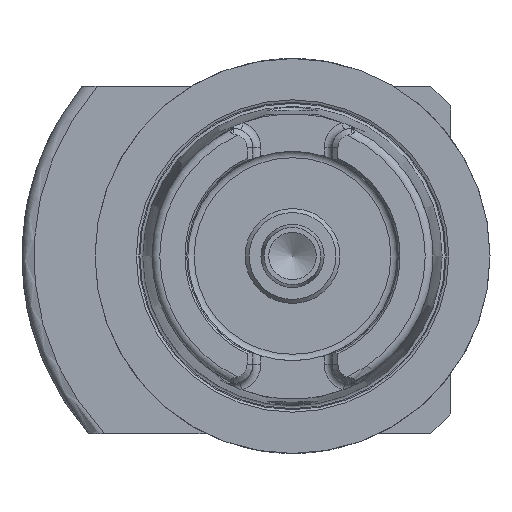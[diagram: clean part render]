
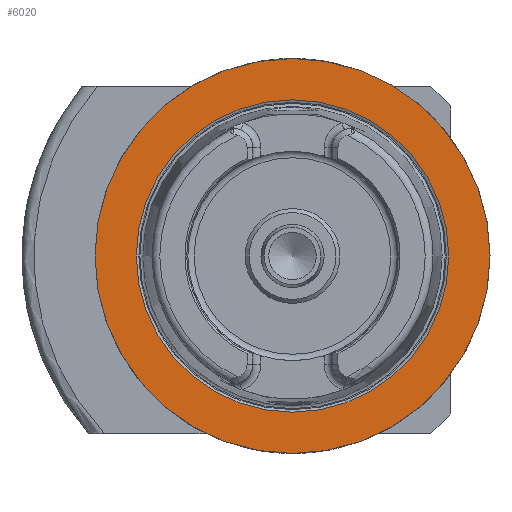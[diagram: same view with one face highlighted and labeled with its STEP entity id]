
A CAD part, left-side view. The second image highlights one B-rep face of the part: STEP entity #6020.
In plain terms, the highlighted planar face has unit normal (-1, 0, 0).
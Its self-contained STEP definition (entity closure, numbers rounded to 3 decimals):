
#3197=CARTESIAN_POINT('',(0.,50.0,0.0));
#3198=VERTEX_POINT('',#3197);
#3199=CARTESIAN_POINT('',(0.,0.,0.0));
#3200=DIRECTION('',(1.0,0.0,0.0));
#3201=DIRECTION('',(0.0,1.0,0.0));
#3202=AXIS2_PLACEMENT_3D('',#3199,#3200,#3201);
#3203=CIRCLE('',#3202,50.0);
#3204=EDGE_CURVE('',#3198,#3198,#3203,.T.);
#5994=CARTESIAN_POINT('',(0.,39.55,0.0));
#5995=VERTEX_POINT('',#5994);
#5996=CARTESIAN_POINT('',(0.,0.,0.0));
#5997=DIRECTION('',(1.0,0.0,0.0));
#5998=DIRECTION('',(0.0,1.0,0.0));
#5999=AXIS2_PLACEMENT_3D('',#5996,#5997,#5998);
#6000=CIRCLE('',#5999,39.55);
#6001=EDGE_CURVE('',#5995,#5995,#6000,.T.);
#6009=CARTESIAN_POINT('',(0.,44.775,0.0));
#6010=DIRECTION('',(-1.0,0.0,0.0));
#6011=DIRECTION('',(0.0,0.0,1.0));
#6012=AXIS2_PLACEMENT_3D('',#6009,#6010,#6011);
#6013=PLANE('',#6012);
#6014=ORIENTED_EDGE('',*,*,#3204,.F.);
#6015=EDGE_LOOP('',(#6014));
#6016=FACE_OUTER_BOUND('',#6015,.T.);
#6017=ORIENTED_EDGE('',*,*,#6001,.T.);
#6018=EDGE_LOOP('',(#6017));
#6019=FACE_BOUND('',#6018,.T.);
#6020=ADVANCED_FACE('',(#6016,#6019),#6013,.T.);
